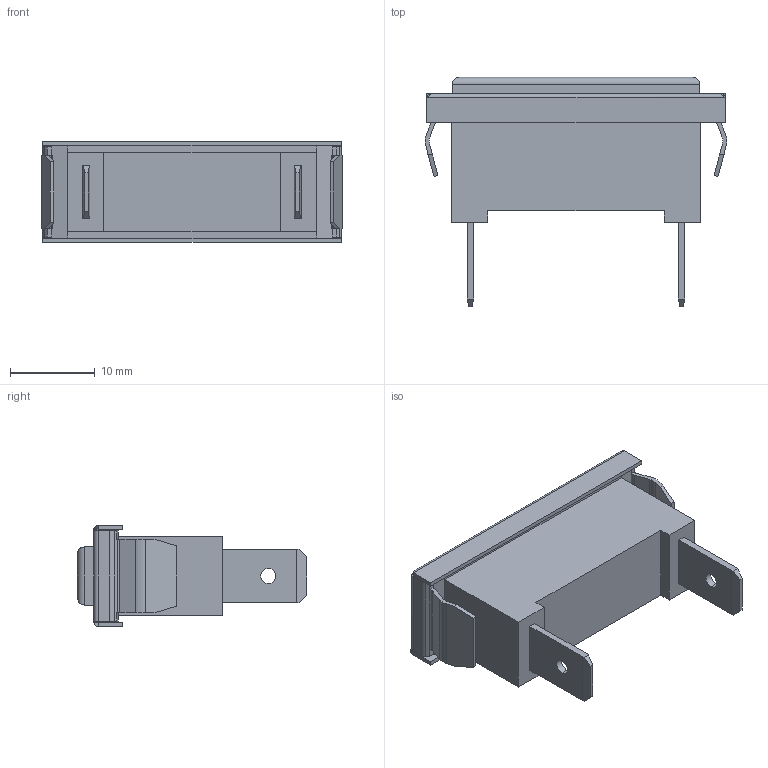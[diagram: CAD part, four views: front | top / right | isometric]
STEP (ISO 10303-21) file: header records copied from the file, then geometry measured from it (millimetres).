
FILE_DESCRIPTION (( 'STEP AP214' ), '1' );
FILE_NAME ('31T_Series.STEP', '2019-05-13T19:01:51', ( 'user' ), ( 'Microsoft' ), 'SwSTEP 2.0', 'SolidWorks 2018', '' );
FILE_SCHEMA (( 'AUTOMOTIVE_DESIGN' ));
Length unit declared in the file: foot
Products named in the file (5): 31_Series_Housing(96000-2X_9102010205)_96000-2X; -875-355-011 - 250in tab terminal; 882-245-0XX_Retainer; 8900501XX_Lens; 31T_Series
Assembly tree (5 placements, depth 2):
  31T_Series
    8900501XX_Lens
    882-245-0XX_Retainer
    -875-355-011 - 250in tab terminal  x2
    31_Series_Housing(96000-2X_9102010205)_96000-2X
Bounding box: 35.63 x 27.08 x 11.91 mm (x, y, z)
Volume: 2806.3 mm3; surface area: 5754.7 mm2
Topology: 5 solids, 5 shells, 285 faces, 762 edges, 488 vertices
Faces by surface type: plane 198, cylinder 81, bspline 6
Entity records: 7785 total; most frequent: CARTESIAN_POINT 1455, ORIENTED_EDGE 1294, DIRECTION 1249, EDGE_CURVE 647, VECTOR 497, LINE 497, VERTEX_POINT 414, AXIS2_PLACEMENT_3D 376
